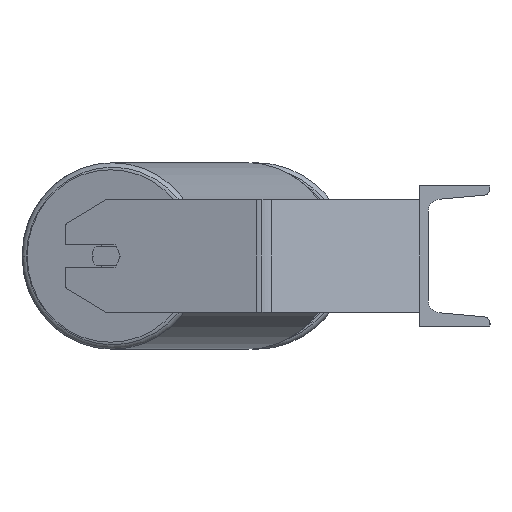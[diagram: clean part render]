
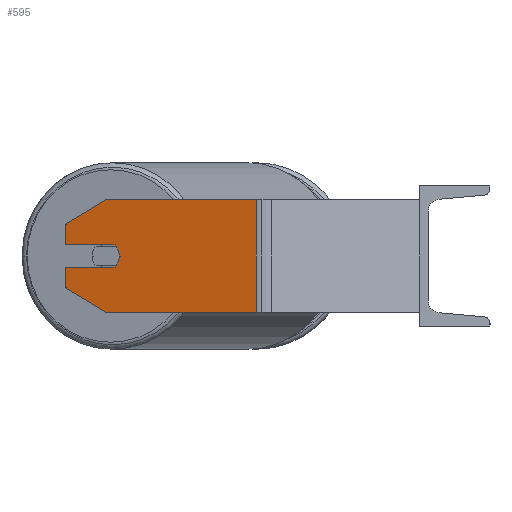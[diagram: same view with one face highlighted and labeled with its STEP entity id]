
A CAD part, left-side view. The second image highlights one B-rep face of the part: STEP entity #595.
In plain terms, the highlighted planar face has unit normal (-0.966, 0.259, 0).
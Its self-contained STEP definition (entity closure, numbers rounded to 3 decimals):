
#9 = CARTESIAN_POINT ( 'NONE',  ( -598.796, 252.916, 40. ) ) ;
#121 = EDGE_CURVE ( 'NONE', #6184, #3106, #2370, .T. ) ;
#149 = PLANE ( 'NONE',  #5885 ) ;
#180 = EDGE_CURVE ( 'NONE', #4821, #5718, #6794, .T. ) ;
#429 = CARTESIAN_POINT ( 'NONE',  ( -635.292, 116.71, -40. ) ) ;
#527 = CIRCLE ( 'NONE', #4499, 10. ) ;
#578 = EDGE_CURVE ( 'NONE', #1699, #7823, #7110, .T. ) ;
#595 = ADVANCED_FACE ( 'NONE', ( #7022 ), #149, .F. ) ;
#631 = DIRECTION ( 'NONE',  ( 0., 0., -1. ) ) ;
#700 = EDGE_CURVE ( 'NONE', #3509, #1744, #7213, .T. ) ;
#702 = DIRECTION ( 'NONE',  ( 0.224, 0.837, -0.5 ) ) ;
#744 = ORIENTED_EDGE ( 'NONE', *, *, #4749, .T. ) ;
#786 = CARTESIAN_POINT ( 'NONE',  ( -598.796, 252.916, 22.679 ) ) ;
#981 = VECTOR ( 'NONE', #8189, 1000. ) ;
#1148 = DIRECTION ( 'NONE',  ( -0.259, -0.966, 0. ) ) ;
#1257 = DIRECTION ( 'NONE',  ( -0.966, 0.259, 0. ) ) ;
#1350 = VECTOR ( 'NONE', #702, 1000. ) ;
#1650 = ORIENTED_EDGE ( 'NONE', *, *, #180, .T. ) ;
#1699 = VERTEX_POINT ( 'NONE', #8274 ) ;
#1744 = VERTEX_POINT ( 'NONE', #7867 ) ;
#1753 = CARTESIAN_POINT ( 'NONE',  ( -606.56, 223.939, 0. ) ) ;
#2077 = DIRECTION ( 'NONE',  ( 0.966, -0.259, 0. ) ) ;
#2232 = ORIENTED_EDGE ( 'NONE', *, *, #700, .F. ) ;
#2370 = LINE ( 'NONE', #7965, #6946 ) ;
#2502 = CARTESIAN_POINT ( 'NONE',  ( -635.292, 116.71, 40. ) ) ;
#2694 = LINE ( 'NONE', #7851, #4813 ) ;
#2849 = DIRECTION ( 'NONE',  ( -0.224, -0.837, -0.5 ) ) ;
#2903 = CARTESIAN_POINT ( 'NONE',  ( -598.796, 252.916, 22.679 ) ) ;
#2958 = VECTOR ( 'NONE', #4437, 1000. ) ;
#3106 = VERTEX_POINT ( 'NONE', #5017 ) ;
#3305 = VERTEX_POINT ( 'NONE', #8325 ) ;
#3313 = VECTOR ( 'NONE', #6027, 1000. ) ;
#3319 = CARTESIAN_POINT ( 'NONE',  ( -598.796, 252.916, -8. ) ) ;
#3460 = AXIS2_PLACEMENT_3D ( 'NONE', #4153, #1257, #4063 ) ;
#3467 = VECTOR ( 'NONE', #5182, 1000. ) ;
#3509 = VERTEX_POINT ( 'NONE', #3319 ) ;
#3521 = VERTEX_POINT ( 'NONE', #2502 ) ;
#3534 = ORIENTED_EDGE ( 'NONE', *, *, #4933, .T. ) ;
#3952 = CARTESIAN_POINT ( 'NONE',  ( -606.56, 223.939, -40. ) ) ;
#4063 = DIRECTION ( 'NONE',  ( -0.259, -0.966, 0. ) ) ;
#4153 = CARTESIAN_POINT ( 'NONE',  ( -606.56, 223.939, 0. ) ) ;
#4437 = DIRECTION ( 'NONE',  ( -0.259, -0.966, 0. ) ) ;
#4499 = AXIS2_PLACEMENT_3D ( 'NONE', #1753, #7464, #1148 ) ;
#4749 = EDGE_CURVE ( 'NONE', #7823, #7089, #6966, .T. ) ;
#4806 = DIRECTION ( 'NONE',  ( -0.259, -0.966, 0. ) ) ;
#4813 = VECTOR ( 'NONE', #631, 1000. ) ;
#4821 = VERTEX_POINT ( 'NONE', #8553 ) ;
#4830 = VECTOR ( 'NONE', #2849, 1000. ) ;
#4900 = CARTESIAN_POINT ( 'NONE',  ( -606.56, 223.939, -40. ) ) ;
#4933 = EDGE_CURVE ( 'NONE', #5718, #3106, #8171, .T. ) ;
#4945 = CARTESIAN_POINT ( 'NONE',  ( -598.796, 252.916, -40. ) ) ;
#5017 = CARTESIAN_POINT ( 'NONE',  ( -598.796, 252.916, 8. ) ) ;
#5021 = ORIENTED_EDGE ( 'NONE', *, *, #121, .F. ) ;
#5101 = CIRCLE ( 'NONE', #3460, 10. ) ;
#5182 = DIRECTION ( 'NONE',  ( -0.259, -0.966, 0. ) ) ;
#5223 = CARTESIAN_POINT ( 'NONE',  ( -598.796, 252.916, 40. ) ) ;
#5247 = ORIENTED_EDGE ( 'NONE', *, *, #578, .T. ) ;
#5370 = CARTESIAN_POINT ( 'NONE',  ( -635.292, 116.71, 40. ) ) ;
#5718 = VERTEX_POINT ( 'NONE', #2903 ) ;
#5764 = EDGE_CURVE ( 'NONE', #3509, #1699, #2694, .T. ) ;
#5885 = AXIS2_PLACEMENT_3D ( 'NONE', #9, #2077, #7761 ) ;
#6027 = DIRECTION ( 'NONE',  ( 0., 0., -1. ) ) ;
#6097 = ORIENTED_EDGE ( 'NONE', *, *, #5764, .T. ) ;
#6184 = VERTEX_POINT ( 'NONE', #7800 ) ;
#6624 = CARTESIAN_POINT ( 'NONE',  ( -598.796, 252.916, 40. ) ) ;
#6675 = DIRECTION ( 'NONE',  ( 0.259, 0.966, 0. ) ) ;
#6794 = LINE ( 'NONE', #786, #1350 ) ;
#6946 = VECTOR ( 'NONE', #6675, 1000. ) ;
#6966 = LINE ( 'NONE', #4945, #8199 ) ;
#7022 = FACE_OUTER_BOUND ( 'NONE', #8946, .T. ) ;
#7089 = VERTEX_POINT ( 'NONE', #429 ) ;
#7110 = LINE ( 'NONE', #4900, #4830 ) ;
#7213 = LINE ( 'NONE', #7992, #2958 ) ;
#7254 = ORIENTED_EDGE ( 'NONE', *, *, #8379, .F. ) ;
#7464 = DIRECTION ( 'NONE',  ( -0.966, 0.259, 0. ) ) ;
#7541 = LINE ( 'NONE', #5370, #981 ) ;
#7685 = ORIENTED_EDGE ( 'NONE', *, *, #7874, .F. ) ;
#7761 = DIRECTION ( 'NONE',  ( 0.259, 0.966, 0. ) ) ;
#7800 = CARTESIAN_POINT ( 'NONE',  ( -608.113, 218.143, 8. ) ) ;
#7823 = VERTEX_POINT ( 'NONE', #3952 ) ;
#7851 = CARTESIAN_POINT ( 'NONE',  ( -598.796, 252.916, 40. ) ) ;
#7867 = CARTESIAN_POINT ( 'NONE',  ( -608.113, 218.143, -8. ) ) ;
#7874 = EDGE_CURVE ( 'NONE', #3305, #6184, #527, .T. ) ;
#7965 = CARTESIAN_POINT ( 'NONE',  ( -598.796, 252.916, 8. ) ) ;
#7976 = ORIENTED_EDGE ( 'NONE', *, *, #8556, .F. ) ;
#7992 = CARTESIAN_POINT ( 'NONE',  ( -608.113, 218.143, -8. ) ) ;
#8171 = LINE ( 'NONE', #5223, #3313 ) ;
#8189 = DIRECTION ( 'NONE',  ( 0., 0., -1. ) ) ;
#8199 = VECTOR ( 'NONE', #4806, 1000. ) ;
#8274 = CARTESIAN_POINT ( 'NONE',  ( -598.796, 252.916, -22.679 ) ) ;
#8325 = CARTESIAN_POINT ( 'NONE',  ( -609.149, 214.279, 0. ) ) ;
#8368 = EDGE_CURVE ( 'NONE', #1744, #3305, #5101, .T. ) ;
#8379 = EDGE_CURVE ( 'NONE', #3521, #7089, #7541, .T. ) ;
#8553 = CARTESIAN_POINT ( 'NONE',  ( -606.56, 223.939, 40. ) ) ;
#8556 = EDGE_CURVE ( 'NONE', #4821, #3521, #8841, .T. ) ;
#8841 = LINE ( 'NONE', #6624, #3467 ) ;
#8946 = EDGE_LOOP ( 'NONE', ( #6097, #5247, #744, #7254, #7976, #1650, #3534, #5021, #7685, #9081, #2232 ) ) ;
#9081 = ORIENTED_EDGE ( 'NONE', *, *, #8368, .F. ) ;
